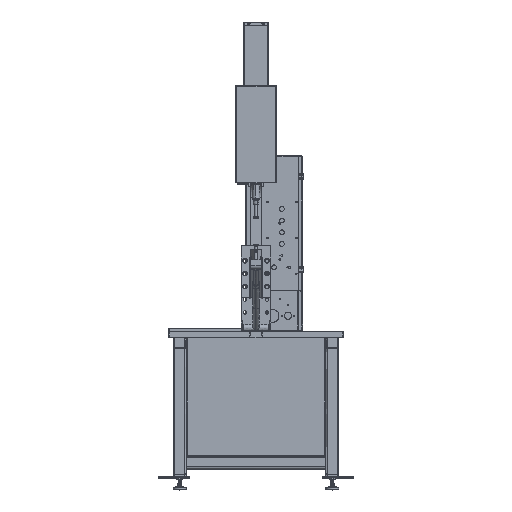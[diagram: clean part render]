
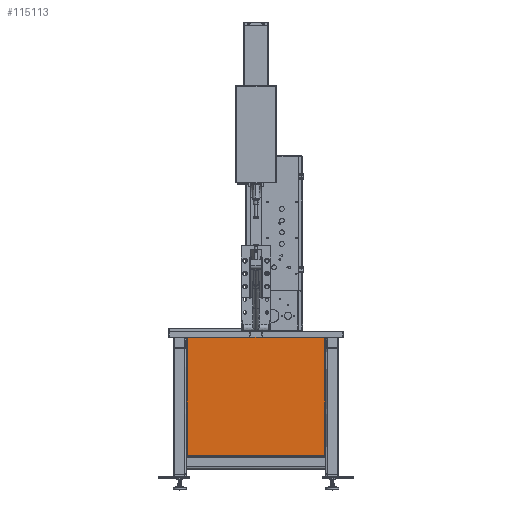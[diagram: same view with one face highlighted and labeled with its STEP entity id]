
A CAD part, top view. The second image highlights one B-rep face of the part: STEP entity #115113.
In plain terms, the highlighted free-form (B-spline) face has degree [1, 1] with [2, 2] control points.
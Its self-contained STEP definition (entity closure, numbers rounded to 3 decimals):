
#4580 = B_SPLINE_CURVE_WITH_KNOTS ( 'NONE', 1,
 ( #38245, #27689 ),
 .UNSPECIFIED., .F., .F.,
 ( 2, 2 ),
 ( 0., 1. ),
 .UNSPECIFIED. ) ;
#6799 = CARTESIAN_POINT ( 'NONE',  ( 409.702, 673.1, 679.45 ) ) ;
#14704 = CARTESIAN_POINT ( 'NONE',  ( 716.28, 695.452, 679.45 ) ) ;
#16174 = VERTEX_POINT ( 'NONE', #96124 ) ;
#17985 = ORIENTED_EDGE ( 'NONE', *, *, #135865, .T. ) ;
#19016 = CARTESIAN_POINT ( 'NONE',  ( 39.624, 92.71, 679.45 ) ) ;
#21120 = CARTESIAN_POINT ( 'NONE',  ( 346.202, 695.452, 679.45 ) ) ;
#21130 = ORIENTED_EDGE ( 'NONE', *, *, #36755, .T. ) ;
#23272 = ORIENTED_EDGE ( 'NONE', *, *, #47580, .T. ) ;
#23280 = B_SPLINE_CURVE_WITH_KNOTS ( 'NONE', 1,
 ( #99262, #46279 ),
 .UNSPECIFIED., .F., .F.,
 ( 2, 2 ),
 ( -1., 0. ),
 .UNSPECIFIED. ) ;
#24357 = CARTESIAN_POINT ( 'NONE',  ( 346.202, 673.1, 679.45 ) ) ;
#27689 = CARTESIAN_POINT ( 'NONE',  ( 409.702, 695.452, 679.45 ) ) ;
#31492 = VERTEX_POINT ( 'NONE', #24357 ) ;
#33358 = CARTESIAN_POINT ( 'NONE',  ( 39.624, 92.71, 679.45 ) ) ;
#35439 = CARTESIAN_POINT ( 'NONE',  ( 716.28, 92.71, 679.45 ) ) ;
#36755 = EDGE_CURVE ( 'NONE', #31492, #106093, #23280, .T. ) ;
#38245 = CARTESIAN_POINT ( 'NONE',  ( 716.28, 695.452, 679.45 ) ) ;
#39123 = CARTESIAN_POINT ( 'NONE',  ( 409.702, 695.452, 679.45 ) ) ;
#39141 = EDGE_CURVE ( 'NONE', #47019, #111123, #77962, .T. ) ;
#42548 = EDGE_CURVE ( 'NONE', #44404, #111123, #4580, .T. ) ;
#44404 = VERTEX_POINT ( 'NONE', #14704 ) ;
#46029 = FACE_OUTER_BOUND ( 'NONE', #134441, .T. ) ;
#46279 = CARTESIAN_POINT ( 'NONE',  ( 346.202, 695.452, 679.45 ) ) ;
#47019 = VERTEX_POINT ( 'NONE', #6799 ) ;
#47580 = EDGE_CURVE ( 'NONE', #47019, #31492, #105930, .T. ) ;
#59953 = CARTESIAN_POINT ( 'NONE',  ( 716.28, 92.71, 679.45 ) ) ;
#61477 = B_SPLINE_SURFACE_WITH_KNOTS ( 'NONE', 1, 1, ( 
 ( #33358, #132128 ),
 ( #35439, #76420 ) ),
 .UNSPECIFIED., .F., .F., .F.,
 ( 2, 2 ),
 ( 2, 2 ),
 ( 0., 1. ),
 ( 0., 1. ),
 .UNSPECIFIED. ) ;
#62132 = VERTEX_POINT ( 'NONE', #67972 ) ;
#62955 = CARTESIAN_POINT ( 'NONE',  ( 39.624, 695.452, 679.45 ) ) ;
#63667 = EDGE_CURVE ( 'NONE', #16174, #72949, #89218, .T. ) ;
#65287 = B_SPLINE_CURVE_WITH_KNOTS ( 'NONE', 1,
 ( #94795, #104699 ),
 .UNSPECIFIED., .F., .F.,
 ( 2, 2 ),
 ( 0., 1. ),
 .UNSPECIFIED. ) ;
#65416 = CARTESIAN_POINT ( 'NONE',  ( 39.624, 92.71, 679.45 ) ) ;
#65614 = CARTESIAN_POINT ( 'NONE',  ( 409.702, 673.1, 679.45 ) ) ;
#67716 = CARTESIAN_POINT ( 'NONE',  ( 346.202, 673.1, 679.45 ) ) ;
#67972 = CARTESIAN_POINT ( 'NONE',  ( 716.28, 92.71, 679.45 ) ) ;
#68404 = ORIENTED_EDGE ( 'NONE', *, *, #132760, .T. ) ;
#72602 = CARTESIAN_POINT ( 'NONE',  ( 409.702, 673.1, 679.45 ) ) ;
#72949 = VERTEX_POINT ( 'NONE', #108756 ) ;
#76420 = CARTESIAN_POINT ( 'NONE',  ( 716.28, 695.452, 679.45 ) ) ;
#77962 = B_SPLINE_CURVE_WITH_KNOTS ( 'NONE', 1,
 ( #72602, #136782 ),
 .UNSPECIFIED., .F., .F.,
 ( 2, 2 ),
 ( -1., 0. ),
 .UNSPECIFIED. ) ;
#84203 = CARTESIAN_POINT ( 'NONE',  ( 346.202, 695.452, 679.45 ) ) ;
#89218 = B_SPLINE_CURVE_WITH_KNOTS ( 'NONE', 1,
 ( #130343, #65416 ),
 .UNSPECIFIED., .F., .F.,
 ( 2, 2 ),
 ( -1., 0. ),
 .UNSPECIFIED. ) ;
#94795 = CARTESIAN_POINT ( 'NONE',  ( 716.28, 92.71, 679.45 ) ) ;
#96124 = CARTESIAN_POINT ( 'NONE',  ( 39.624, 695.452, 679.45 ) ) ;
#99262 = CARTESIAN_POINT ( 'NONE',  ( 346.202, 673.1, 679.45 ) ) ;
#100469 = EDGE_CURVE ( 'NONE', #62132, #44404, #65287, .T. ) ;
#102650 = ORIENTED_EDGE ( 'NONE', *, *, #63667, .T. ) ;
#104699 = CARTESIAN_POINT ( 'NONE',  ( 716.28, 695.452, 679.45 ) ) ;
#105930 = B_SPLINE_CURVE_WITH_KNOTS ( 'NONE', 1,
 ( #65614, #67716 ),
 .UNSPECIFIED., .F., .F.,
 ( 2, 2 ),
 ( 0., 1. ),
 .UNSPECIFIED. ) ;
#106093 = VERTEX_POINT ( 'NONE', #21120 ) ;
#108756 = CARTESIAN_POINT ( 'NONE',  ( 39.624, 92.71, 679.45 ) ) ;
#111123 = VERTEX_POINT ( 'NONE', #39123 ) ;
#115113 = ADVANCED_FACE ( 'NONE', ( #46029 ), #61477, .T. ) ;
#117454 = ORIENTED_EDGE ( 'NONE', *, *, #42548, .T. ) ;
#122359 = ORIENTED_EDGE ( 'NONE', *, *, #39141, .F. ) ;
#126864 = B_SPLINE_CURVE_WITH_KNOTS ( 'NONE', 1,
 ( #19016, #59953 ),
 .UNSPECIFIED., .F., .F.,
 ( 2, 2 ),
 ( 0., 1. ),
 .UNSPECIFIED. ) ;
#128255 = ORIENTED_EDGE ( 'NONE', *, *, #100469, .T. ) ;
#130343 = CARTESIAN_POINT ( 'NONE',  ( 39.624, 695.452, 679.45 ) ) ;
#132128 = CARTESIAN_POINT ( 'NONE',  ( 39.624, 695.452, 679.45 ) ) ;
#132760 = EDGE_CURVE ( 'NONE', #72949, #62132, #126864, .T. ) ;
#134441 = EDGE_LOOP ( 'NONE', ( #23272, #21130, #17985, #102650, #68404, #128255, #117454, #122359 ) ) ;
#135865 = EDGE_CURVE ( 'NONE', #106093, #16174, #137751, .T. ) ;
#136782 = CARTESIAN_POINT ( 'NONE',  ( 409.702, 695.452, 679.45 ) ) ;
#137751 = B_SPLINE_CURVE_WITH_KNOTS ( 'NONE', 1,
 ( #84203, #62955 ),
 .UNSPECIFIED., .F., .F.,
 ( 2, 2 ),
 ( -1., 0. ),
 .UNSPECIFIED. ) ;
